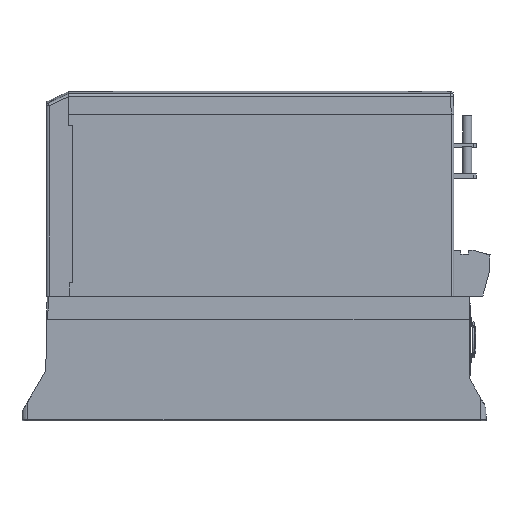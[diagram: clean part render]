
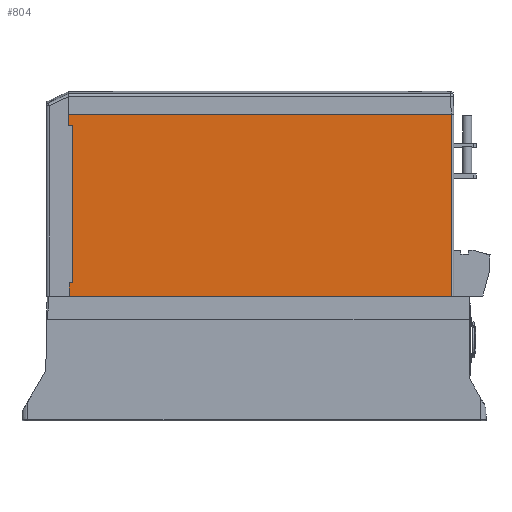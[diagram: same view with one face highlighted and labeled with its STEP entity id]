
A CAD part, left-side view. The second image highlights one B-rep face of the part: STEP entity #804.
In plain terms, the highlighted planar face has unit normal (-1, 0, 0).
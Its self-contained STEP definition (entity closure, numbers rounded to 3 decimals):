
#346 = EDGE_LOOP ( 'NONE', ( #28451, #24233, #30028, #22244, #16974, #9836, #9305, #22985 ) ) ;
#470 = VERTEX_POINT ( 'NONE', #15232 ) ;
#804 = ADVANCED_FACE ( 'NONE', ( #19750 ), #28170, .T. ) ;
#1476 = EDGE_CURVE ( 'NONE', #2094, #9025, #31235, .T. ) ;
#1881 = CARTESIAN_POINT ( 'NONE',  ( -24.5, -368.95, 268.5 ) ) ;
#2094 = VERTEX_POINT ( 'NONE', #13278 ) ;
#4291 = CARTESIAN_POINT ( 'NONE',  ( -24.5, -368.95, 108.5 ) ) ;
#4314 = VECTOR ( 'NONE', #9870, 1000. ) ;
#4938 = CARTESIAN_POINT ( 'NONE',  ( -24.5, -33.502, 120.65 ) ) ;
#5596 = VERTEX_POINT ( 'NONE', #4291 ) ;
#6301 = AXIS2_PLACEMENT_3D ( 'NONE', #24942, #21724, #18609 ) ;
#7284 = VECTOR ( 'NONE', #20753, 1000. ) ;
#8016 = LINE ( 'NONE', #20030, #28581 ) ;
#8524 = DIRECTION ( 'NONE',  ( 0., 0., 1. ) ) ;
#9025 = VERTEX_POINT ( 'NONE', #20139 ) ;
#9305 = ORIENTED_EDGE ( 'NONE', *, *, #22760, .T. ) ;
#9373 = VECTOR ( 'NONE', #16587, 1000. ) ;
#9629 = VECTOR ( 'NONE', #24743, 1000. ) ;
#9836 = ORIENTED_EDGE ( 'NONE', *, *, #1476, .T. ) ;
#9870 = DIRECTION ( 'NONE',  ( 0., -1., 0. ) ) ;
#10338 = EDGE_CURVE ( 'NONE', #28309, #25427, #27147, .T. ) ;
#11652 = CARTESIAN_POINT ( 'NONE',  ( -24.5, -368.95, 108.5 ) ) ;
#12109 = VERTEX_POINT ( 'NONE', #17172 ) ;
#12262 = EDGE_CURVE ( 'NONE', #5596, #29424, #18109, .T. ) ;
#13083 = CARTESIAN_POINT ( 'NONE',  ( -24.5, -55.7, 108.5 ) ) ;
#13278 = CARTESIAN_POINT ( 'NONE',  ( -24.5, -36.202, 258.34 ) ) ;
#13356 = EDGE_CURVE ( 'NONE', #470, #12109, #25868, .T. ) ;
#14714 = VECTOR ( 'NONE', #19533, 1000. ) ;
#15232 = CARTESIAN_POINT ( 'NONE',  ( -24.5, -32.702, 268.5 ) ) ;
#16270 = EDGE_CURVE ( 'NONE', #29424, #470, #8016, .T. ) ;
#16309 = LINE ( 'NONE', #13083, #4314 ) ;
#16587 = DIRECTION ( 'NONE',  ( 0., -1., 0. ) ) ;
#16863 = DIRECTION ( 'NONE',  ( 0., 1., 0. ) ) ;
#16974 = ORIENTED_EDGE ( 'NONE', *, *, #18308, .T. ) ;
#17026 = VECTOR ( 'NONE', #17759, 1000. ) ;
#17172 = CARTESIAN_POINT ( 'NONE',  ( -24.5, -32.702, 258.34 ) ) ;
#17640 = EDGE_CURVE ( 'NONE', #25427, #5596, #16309, .T. ) ;
#17759 = DIRECTION ( 'NONE',  ( 0., 1., 0. ) ) ;
#17817 = VECTOR ( 'NONE', #8524, 1000. ) ;
#18109 = LINE ( 'NONE', #11652, #17817 ) ;
#18308 = EDGE_CURVE ( 'NONE', #12109, #2094, #22902, .T. ) ;
#18609 = DIRECTION ( 'NONE',  ( 0., -1., 0. ) ) ;
#19533 = DIRECTION ( 'NONE',  ( 0., 0., -1. ) ) ;
#19750 = FACE_OUTER_BOUND ( 'NONE', #346, .T. ) ;
#19756 = CARTESIAN_POINT ( 'NONE',  ( -24.5, -55.7, 258.34 ) ) ;
#20030 = CARTESIAN_POINT ( 'NONE',  ( -24.5, -55.7, 268.5 ) ) ;
#20139 = CARTESIAN_POINT ( 'NONE',  ( -24.5, -36.202, 120.65 ) ) ;
#20753 = DIRECTION ( 'NONE',  ( 0., 0., -1. ) ) ;
#20873 = CARTESIAN_POINT ( 'NONE',  ( -24.5, -55.7, 120.65 ) ) ;
#21724 = DIRECTION ( 'NONE',  ( -1., 0., 0. ) ) ;
#22244 = ORIENTED_EDGE ( 'NONE', *, *, #13356, .T. ) ;
#22696 = CARTESIAN_POINT ( 'NONE',  ( -24.5, -32.702, 108.5 ) ) ;
#22760 = EDGE_CURVE ( 'NONE', #9025, #28309, #30544, .T. ) ;
#22902 = LINE ( 'NONE', #19756, #9373 ) ;
#22985 = ORIENTED_EDGE ( 'NONE', *, *, #10338, .T. ) ;
#23903 = CARTESIAN_POINT ( 'NONE',  ( -24.5, -33.502, 108.5 ) ) ;
#24233 = ORIENTED_EDGE ( 'NONE', *, *, #12262, .T. ) ;
#24743 = DIRECTION ( 'NONE',  ( 0., 0., -1. ) ) ;
#24813 = CARTESIAN_POINT ( 'NONE',  ( -24.5, -33.502, 108.5 ) ) ;
#24942 = CARTESIAN_POINT ( 'NONE',  ( -24.5, -55.7, 108.5 ) ) ;
#25427 = VERTEX_POINT ( 'NONE', #24813 ) ;
#25868 = LINE ( 'NONE', #22696, #14714 ) ;
#27147 = LINE ( 'NONE', #23903, #7284 ) ;
#27985 = CARTESIAN_POINT ( 'NONE',  ( -24.5, -36.202, 108.5 ) ) ;
#28170 = PLANE ( 'NONE',  #6301 ) ;
#28309 = VERTEX_POINT ( 'NONE', #4938 ) ;
#28451 = ORIENTED_EDGE ( 'NONE', *, *, #17640, .T. ) ;
#28581 = VECTOR ( 'NONE', #16863, 1000. ) ;
#29424 = VERTEX_POINT ( 'NONE', #1881 ) ;
#30028 = ORIENTED_EDGE ( 'NONE', *, *, #16270, .T. ) ;
#30544 = LINE ( 'NONE', #20873, #17026 ) ;
#31235 = LINE ( 'NONE', #27985, #9629 ) ;
